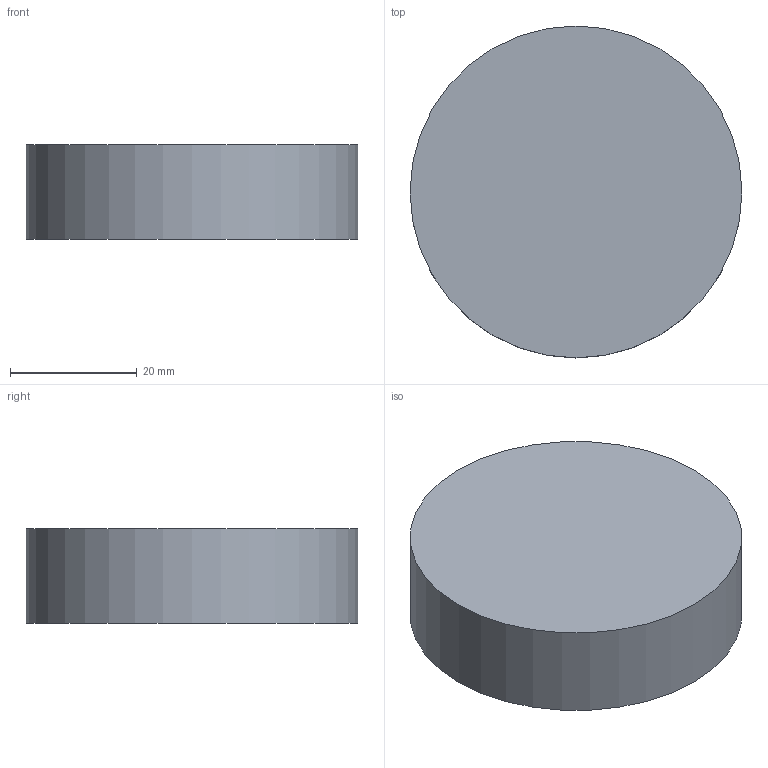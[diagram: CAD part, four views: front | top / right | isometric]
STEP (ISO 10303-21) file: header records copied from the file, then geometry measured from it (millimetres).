
FILE_DESCRIPTION(('FreeCAD Model'),'2;1');
FILE_NAME('M48NormalMax.step','2020-08-15T20:25:44',('Author'),(''), 'Open CASCADE STEP processor 7.3','FreeCAD','Unknown');
FILE_SCHEMA(('AUTOMOTIVE_DESIGN { 1 0 10303 214 1 1 1 1 }'));
Length unit declared in the file: millimetre
Products named in the file (1): Cylinder
Bounding box: 52.46 x 52.46 x 15 mm (x, y, z)
Volume: 32421.8 mm3; surface area: 6795 mm2
Topology: 1 solids, 1 shells, 3 faces, 3 edges, 2 vertices
Faces by surface type: plane 2, cylinder 1
Full cylindrical faces by diameter (mm): 52.46 x1
Entity records: 119 total; most frequent: DIRECTION 19, CARTESIAN_POINT 15, AXIS2_PLACEMENT_3D 6, ORIENTED_EDGE 6, PCURVE 6, DEFINITIONAL_REPRESENTATION 6, LINE 5, VECTOR 5
